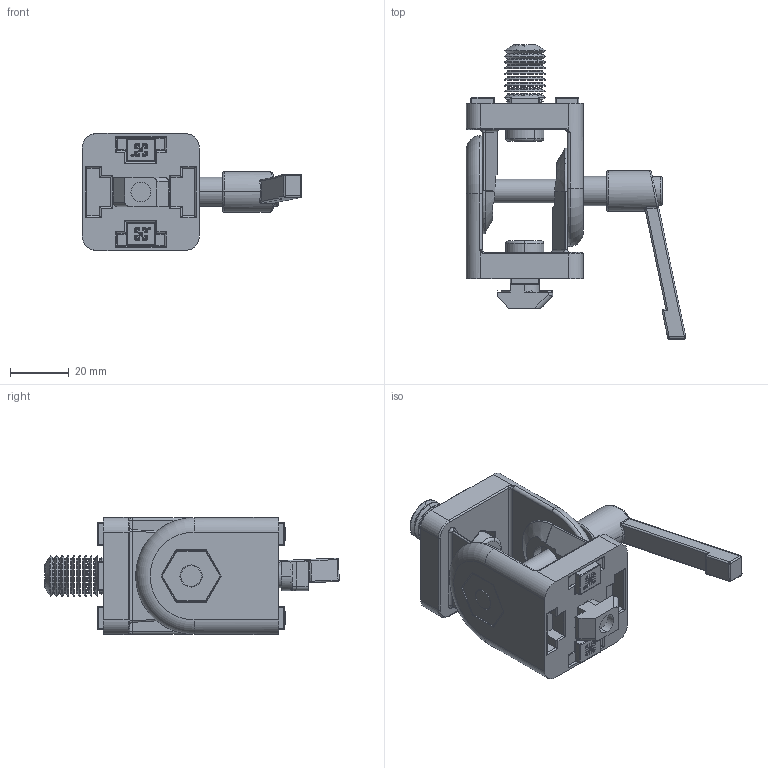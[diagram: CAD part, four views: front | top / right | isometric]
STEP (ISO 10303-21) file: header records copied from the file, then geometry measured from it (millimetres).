
FILE_DESCRIPTION (( 'STEP AP203' ), '1' );
FILE_NAME ('8.32.4040B.RH.STEP', '2014-11-06T01:35:25', ( 'USER' ), ( 'Microsoft' ), 'SwSTEP 2.0', 'SolidWorks 2012', '' );
FILE_SCHEMA (( 'CONFIG_CONTROL_DESIGN' ));
Length unit declared in the file: millimetre
Products named in the file (1): 8.32.4040B.RH
Bounding box: 74.99 x 100.63 x 40 mm (x, y, z)
Surface area: 28705 mm2 (no closed solid volume)
Topology: 0 solids, 39 shells, 939 faces, 3503 edges, 2441 vertices
Faces by surface type: plane 406, cylinder 354, torus 72, cone 53, sphere 31, bspline 23
Entity records: 37551 total; most frequent: CARTESIAN_POINT 8803, DIRECTION 6021, ORIENTED_EDGE 5322, EDGE_CURVE 3468, VERTEX_POINT 2441, LINE 2229, VECTOR 2229, AXIS2_PLACEMENT_3D 1896
